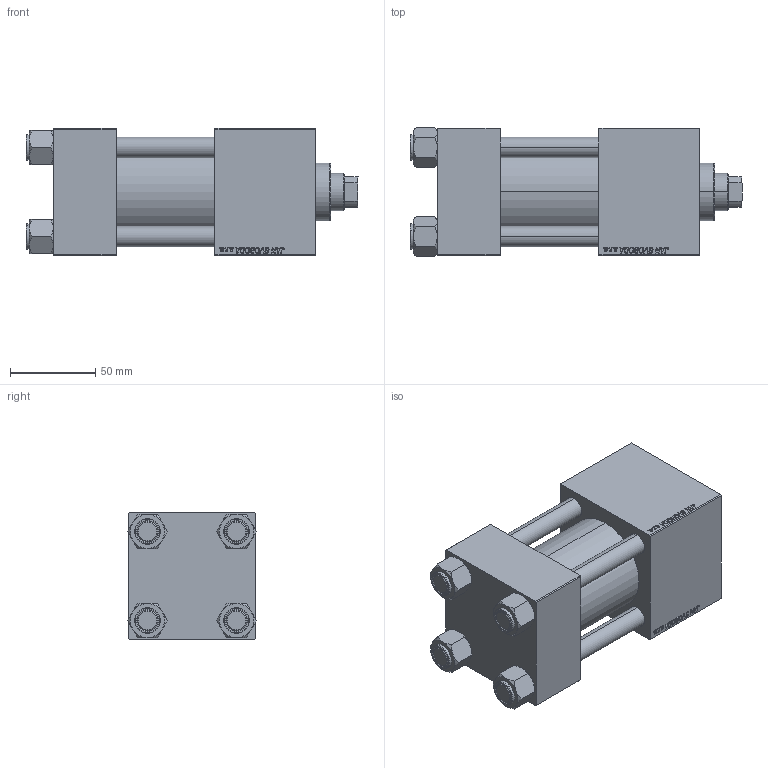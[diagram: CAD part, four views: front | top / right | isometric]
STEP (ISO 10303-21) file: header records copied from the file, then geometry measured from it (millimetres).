
FILE_DESCRIPTION (( 'STEP AP203' ), '1' );
FILE_NAME ('3f56.STEP', '2024-08-22T08:48:42', ( '' ), ( '' ), 'SwSTEP 2.0', 'SolidWorks 2019', '' );
FILE_SCHEMA (( 'CONFIG_CONTROL_DESIGN' ));
Length unit declared in the file: millimetre
Products named in the file (6): 3f56; V215CD_C_TYCINKA 721a1e9b8daf3ea00dd8f2460db125b5; V215CD_VCP_C 721a1e9b8daf3ea00dd8f2460db125b5; V215CD_VC_C 721a1e9b8daf3ea00dd8f2460db125b5; V215CD_Body_C 721a1e9b8daf3ea00dd8f2460db125b5; NUT_M5_V215CD_C 721a1e9b8daf3ea00dd8f2460db125b5
Assembly tree (11 placements, depth 2):
  3f56
    V215CD_Body_C 721a1e9b8daf3ea00dd8f2460db125b5
    V215CD_VC_C 721a1e9b8daf3ea00dd8f2460db125b5
    V215CD_VCP_C 721a1e9b8daf3ea00dd8f2460db125b5
    V215CD_C_TYCINKA 721a1e9b8daf3ea00dd8f2460db125b5  x4
    NUT_M5_V215CD_C 721a1e9b8daf3ea00dd8f2460db125b5  x4
Bounding box: 195 x 75.54 x 75 mm (x, y, z)
Volume: 656841.3 mm3; surface area: 147290.6 mm2
Topology: 11 solids, 11 shells, 1149 faces, 2872 edges, 1863 vertices
Faces by surface type: plane 526, bspline 392, cone 136, cylinder 87, torus 8
Entity records: 50204 total; most frequent: CARTESIAN_POINT 27105, ORIENTED_EDGE 5236, DIRECTION 3302, EDGE_CURVE 2618, VERTEX_POINT 1719, VECTOR 1590, LINE 1590, EDGE_LOOP 1159
